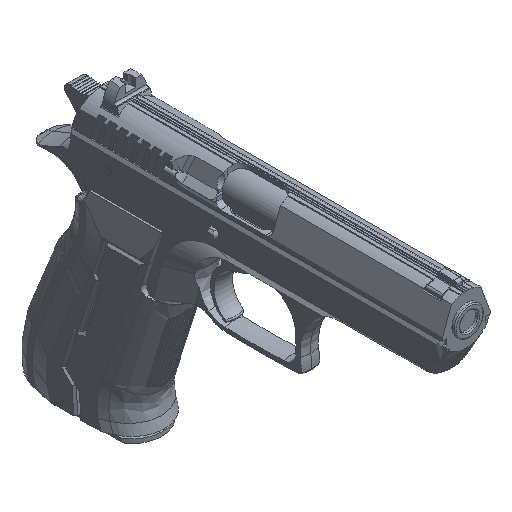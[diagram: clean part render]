
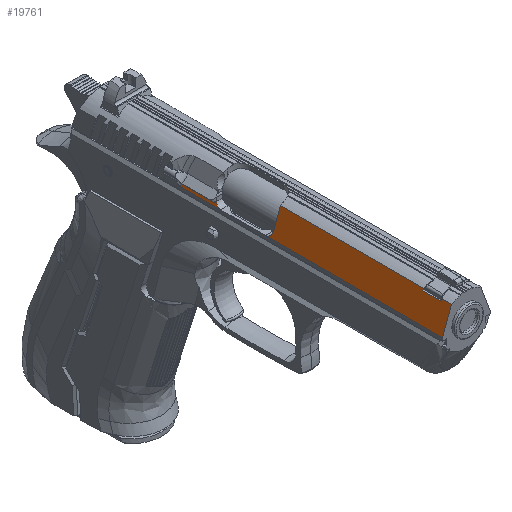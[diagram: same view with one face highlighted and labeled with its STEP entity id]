
A CAD part, isometric view. The second image highlights one B-rep face of the part: STEP entity #19761.
In plain terms, the highlighted planar face has unit normal (-0.94, 0, 0.342).
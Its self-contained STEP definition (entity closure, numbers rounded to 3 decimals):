
#1187=ELLIPSE('',#25298,3.193,3.);
#1188=ELLIPSE('',#25302,3.193,3.);
#5725=ORIENTED_EDGE('',*,*,#8209,.T.);
#5726=ORIENTED_EDGE('',*,*,#9752,.F.);
#5727=ORIENTED_EDGE('',*,*,#9732,.T.);
#5728=ORIENTED_EDGE('',*,*,#9726,.T.);
#5729=ORIENTED_EDGE('',*,*,#9724,.F.);
#5730=ORIENTED_EDGE('',*,*,#9722,.T.);
#5731=ORIENTED_EDGE('',*,*,#9720,.T.);
#5732=ORIENTED_EDGE('',*,*,#9718,.T.);
#5733=ORIENTED_EDGE('',*,*,#9716,.F.);
#5734=ORIENTED_EDGE('',*,*,#9714,.F.);
#5735=ORIENTED_EDGE('',*,*,#9711,.T.);
#5736=ORIENTED_EDGE('',*,*,#9706,.F.);
#5737=ORIENTED_EDGE('',*,*,#9702,.T.);
#8209=EDGE_CURVE('',#11044,#11050,#12967,.T.);
#9702=EDGE_CURVE('',#12028,#11044,#1187,.F.);
#9706=EDGE_CURVE('',#12028,#12030,#13771,.T.);
#9711=EDGE_CURVE('',#12034,#12030,#1188,.F.);
#9714=EDGE_CURVE('',#12034,#12035,#13776,.T.);
#9716=EDGE_CURVE('',#12035,#12036,#13777,.T.);
#9718=EDGE_CURVE('',#12037,#12036,#13778,.T.);
#9720=EDGE_CURVE('',#12038,#12037,#13780,.T.);
#9722=EDGE_CURVE('',#12039,#12038,#13782,.T.);
#9724=EDGE_CURVE('',#12039,#12040,#13783,.T.);
#9726=EDGE_CURVE('',#12041,#12040,#13784,.T.);
#9732=EDGE_CURVE('',#12044,#12041,#13789,.T.);
#9752=EDGE_CURVE('',#12044,#11050,#13802,.T.);
#11044=VERTEX_POINT('',#33930);
#11050=VERTEX_POINT('',#33957);
#12028=VERTEX_POINT('',#39880);
#12030=VERTEX_POINT('',#39890);
#12034=VERTEX_POINT('',#39904);
#12035=VERTEX_POINT('',#39909);
#12036=VERTEX_POINT('',#39913);
#12037=VERTEX_POINT('',#39917);
#12038=VERTEX_POINT('',#39921);
#12039=VERTEX_POINT('',#39925);
#12040=VERTEX_POINT('',#39929);
#12041=VERTEX_POINT('',#39933);
#12044=VERTEX_POINT('',#39947);
#12967=LINE('',#33958,#14643);
#13771=LINE('',#39889,#15447);
#13776=LINE('',#39908,#15452);
#13777=LINE('',#39912,#15453);
#13778=LINE('',#39916,#15454);
#13780=LINE('',#39920,#15456);
#13782=LINE('',#39924,#15458);
#13783=LINE('',#39928,#15459);
#13784=LINE('',#39932,#15460);
#13789=LINE('',#39946,#15465);
#13802=LINE('',#39987,#15478);
#14643=VECTOR('',#26508,1000.);
#15447=VECTOR('',#29070,1000.);
#15452=VECTOR('',#29083,1000.);
#15453=VECTOR('',#29088,1000.);
#15454=VECTOR('',#29093,1000.);
#15456=VECTOR('',#29097,1000.);
#15458=VECTOR('',#29101,1000.);
#15459=VECTOR('',#29106,1000.);
#15460=VECTOR('',#29111,1000.);
#15465=VECTOR('',#29120,1000.);
#15478=VECTOR('',#29171,1000.);
#16801=EDGE_LOOP('',(#5725,#5726,#5727,#5728,#5729,#5730,#5731,#5732,#5733,
#5734,#5735,#5736,#5737));
#17969=FACE_BOUND('',#16801,.T.);
#18842=PLANE('',#25335);
#19761=ADVANCED_FACE('',(#17969),#18842,.T.);
#25298=AXIS2_PLACEMENT_3D('',#39879,#29064,#29065);
#25302=AXIS2_PLACEMENT_3D('',#39903,#29077,#29078);
#25335=AXIS2_PLACEMENT_3D('',#39988,#29172,#29173);
#26508=DIRECTION('',(0.,1.,0.));
#29064=DIRECTION('',(-0.94,0.,0.342));
#29065=DIRECTION('',(0.342,0.,0.94));
#29070=DIRECTION('',(0.,-1.,0.));
#29077=DIRECTION('',(-0.94,0.,0.342));
#29078=DIRECTION('',(0.342,0.,0.94));
#29083=DIRECTION('',(0.342,0.,0.94));
#29088=DIRECTION('',(0.,-1.,0.));
#29093=DIRECTION('',(0.329,-0.278,0.903));
#29097=DIRECTION('',(0.,1.,0.));
#29101=DIRECTION('',(-0.329,-0.278,-0.903));
#29106=DIRECTION('',(0.,-1.,0.));
#29111=DIRECTION('',(0.342,0.,0.94));
#29120=DIRECTION('',(0.,-1.,0.));
#29171=DIRECTION('',(0.331,-0.259,0.908));
#29172=DIRECTION('',(-0.94,0.,0.342));
#29173=DIRECTION('',(-0.342,0.,-0.94));
#33930=CARTESIAN_POINT('',(-10.857,110.028,118.753));
#33957=CARTESIAN_POINT('',(-10.857,126.69,118.753));
#33958=CARTESIAN_POINT('',(-10.857,130.,118.753));
#39879=CARTESIAN_POINT('',(-10.403,107.3,120.));
#39880=CARTESIAN_POINT('',(-11.496,107.3,117.));
#39889=CARTESIAN_POINT('',(-11.496,130.,117.));
#39890=CARTESIAN_POINT('',(-11.496,85.8,117.));
#39903=CARTESIAN_POINT('',(-10.403,85.8,120.));
#39904=CARTESIAN_POINT('',(-10.403,82.8,120.));
#39908=CARTESIAN_POINT('',(-11.617,82.8,116.667));
#39909=CARTESIAN_POINT('',(-7.155,82.8,128.915));
#39912=CARTESIAN_POINT('',(-7.155,125.981,128.915));
#39913=CARTESIAN_POINT('',(-7.155,13.318,128.915));
#39916=CARTESIAN_POINT('',(-21.93,25.797,88.361));
#39917=CARTESIAN_POINT('',(-7.488,13.6,128.));
#39920=CARTESIAN_POINT('',(-7.488,130.,128.));
#39921=CARTESIAN_POINT('',(-7.488,4.6,128.));
#39924=CARTESIAN_POINT('',(0.154,11.054,148.976));
#39925=CARTESIAN_POINT('',(-7.155,4.882,128.915));
#39928=CARTESIAN_POINT('',(-7.155,125.981,128.915));
#39929=CARTESIAN_POINT('',(-7.155,0.,128.915));
#39932=CARTESIAN_POINT('',(-11.617,0.,116.667));
#39933=CARTESIAN_POINT('',(-11.5,0.,116.989));
#39946=CARTESIAN_POINT('',(-11.5,130.,116.989));
#39947=CARTESIAN_POINT('',(-11.5,127.193,116.989));
#39987=CARTESIAN_POINT('',(-11.5,127.193,116.989));
#39988=CARTESIAN_POINT('',(-11.617,130.,116.667));
